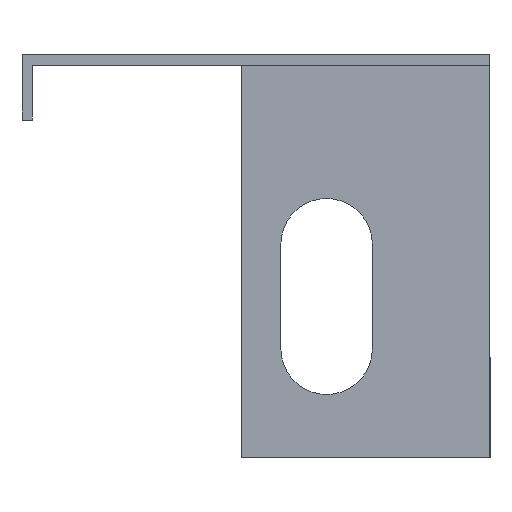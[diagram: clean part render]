
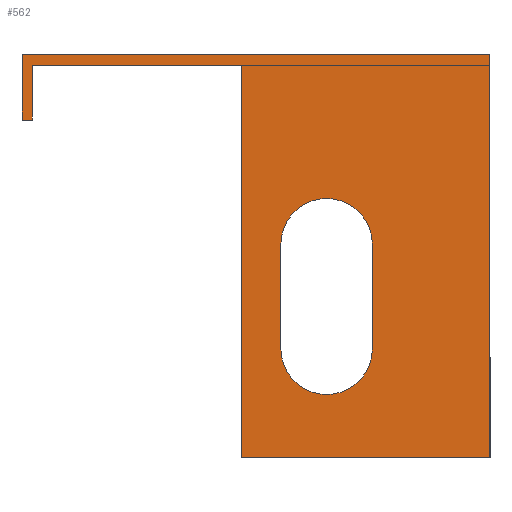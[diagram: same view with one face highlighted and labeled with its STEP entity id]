
A CAD part, left-side view. The second image highlights one B-rep face of the part: STEP entity #562.
In plain terms, the highlighted planar face has unit normal (-1, 0, 0).
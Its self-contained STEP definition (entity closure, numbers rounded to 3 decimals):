
#1 = EDGE_CURVE ( 'NONE', #778, #494, #640, .T. ) ;
#10 = LINE ( 'NONE', #508, #636 ) ;
#15 = ORIENTED_EDGE ( 'NONE', *, *, #587, .T. ) ;
#17 = EDGE_CURVE ( 'NONE', #178, #158, #68, .T. ) ;
#19 = VECTOR ( 'NONE', #455, 1000. ) ;
#58 = DIRECTION ( 'NONE',  ( 0., 0., -1. ) ) ;
#67 = VERTEX_POINT ( 'NONE', #595 ) ;
#68 = CIRCLE ( 'NONE', #104, 3.5 ) ;
#81 = VECTOR ( 'NONE', #58, 1000. ) ;
#100 = ORIENTED_EDGE ( 'NONE', *, *, #1, .T. ) ;
#104 = AXIS2_PLACEMENT_3D ( 'NONE', #522, #237, #280 ) ;
#106 = FACE_OUTER_BOUND ( 'NONE', #373, .T. ) ;
#124 = VECTOR ( 'NONE', #394, 1000. ) ;
#136 = LINE ( 'NONE', #230, #737 ) ;
#143 = CARTESIAN_POINT ( 'NONE',  ( -150.8, 25.5, 0. ) ) ;
#149 = DIRECTION ( 'NONE',  ( 0., 0., -1. ) ) ;
#158 = VERTEX_POINT ( 'NONE', #402 ) ;
#164 = DIRECTION ( 'NONE',  ( 0., 0., -1. ) ) ;
#178 = VERTEX_POINT ( 'NONE', #622 ) ;
#183 = CARTESIAN_POINT ( 'NONE',  ( -150.8, 27.431, 0. ) ) ;
#197 = LINE ( 'NONE', #385, #465 ) ;
#201 = CARTESIAN_POINT ( 'NONE',  ( -150.8, 26.3, 0. ) ) ;
#205 = ORIENTED_EDGE ( 'NONE', *, *, #686, .F. ) ;
#213 = EDGE_CURVE ( 'NONE', #443, #331, #435, .T. ) ;
#218 = ORIENTED_EDGE ( 'NONE', *, *, #746, .F. ) ;
#221 = CARTESIAN_POINT ( 'NONE',  ( -150.8, 9.5, -0.8 ) ) ;
#230 = CARTESIAN_POINT ( 'NONE',  ( -150.8, 26.3, -5. ) ) ;
#237 = DIRECTION ( 'NONE',  ( -1., 0., 0. ) ) ;
#242 = DIRECTION ( 'NONE',  ( 0., -1., 0. ) ) ;
#245 = CARTESIAN_POINT ( 'NONE',  ( -150.8, 25.5, -0.8 ) ) ;
#257 = VERTEX_POINT ( 'NONE', #201 ) ;
#277 = EDGE_CURVE ( 'NONE', #331, #357, #10, .T. ) ;
#280 = DIRECTION ( 'NONE',  ( 0., 0., 1. ) ) ;
#295 = EDGE_CURVE ( 'NONE', #67, #778, #374, .T. ) ;
#297 = VERTEX_POINT ( 'NONE', #635 ) ;
#322 = ORIENTED_EDGE ( 'NONE', *, *, #459, .F. ) ;
#330 = CARTESIAN_POINT ( 'NONE',  ( -150.8, -9.5, 0. ) ) ;
#331 = VERTEX_POINT ( 'NONE', #579 ) ;
#337 = CARTESIAN_POINT ( 'NONE',  ( -150.8, 26.3, 0. ) ) ;
#346 = CARTESIAN_POINT ( 'NONE',  ( -150.8, 3., -22.5 ) ) ;
#349 = EDGE_CURVE ( 'NONE', #494, #443, #197, .T. ) ;
#357 = VERTEX_POINT ( 'NONE', #330 ) ;
#373 = EDGE_LOOP ( 'NONE', ( #663, #218, #322, #15, #538, #100, #780, #685 ) ) ;
#374 = LINE ( 'NONE', #143, #468 ) ;
#385 = CARTESIAN_POINT ( 'NONE',  ( -150.8, 9.5, -30.8 ) ) ;
#386 = VECTOR ( 'NONE', #551, 1000. ) ;
#388 = EDGE_CURVE ( 'NONE', #297, #178, #447, .T. ) ;
#390 = ORIENTED_EDGE ( 'NONE', *, *, #563, .F. ) ;
#394 = DIRECTION ( 'NONE',  ( 0., 0., 1. ) ) ;
#399 = CARTESIAN_POINT ( 'NONE',  ( -150.8, 6.5, -22.5 ) ) ;
#402 = CARTESIAN_POINT ( 'NONE',  ( -150.8, 6.5, -14.5 ) ) ;
#406 = DIRECTION ( 'NONE',  ( 0., 0., 1. ) ) ;
#435 = LINE ( 'NONE', #488, #655 ) ;
#436 = EDGE_LOOP ( 'NONE', ( #454, #390, #205, #438 ) ) ;
#438 = ORIENTED_EDGE ( 'NONE', *, *, #17, .F. ) ;
#443 = VERTEX_POINT ( 'NONE', #649 ) ;
#445 = DIRECTION ( 'NONE',  ( 0., 0., 1. ) ) ;
#447 = LINE ( 'NONE', #643, #19 ) ;
#454 = ORIENTED_EDGE ( 'NONE', *, *, #388, .F. ) ;
#455 = DIRECTION ( 'NONE',  ( 0., 0., 1. ) ) ;
#459 = EDGE_CURVE ( 'NONE', #543, #257, #480, .T. ) ;
#462 = CIRCLE ( 'NONE', #743, 3.5 ) ;
#465 = VECTOR ( 'NONE', #149, 1000. ) ;
#468 = VECTOR ( 'NONE', #445, 1000. ) ;
#471 = VECTOR ( 'NONE', #484, 1000. ) ;
#480 = LINE ( 'NONE', #337, #124 ) ;
#484 = DIRECTION ( 'NONE',  ( 0., -1., 0. ) ) ;
#488 = CARTESIAN_POINT ( 'NONE',  ( -150.8, -9.5, -30.8 ) ) ;
#494 = VERTEX_POINT ( 'NONE', #221 ) ;
#508 = CARTESIAN_POINT ( 'NONE',  ( -150.8, -9.5, -0.8 ) ) ;
#522 = CARTESIAN_POINT ( 'NONE',  ( -150.8, 3., -14.5 ) ) ;
#532 = LINE ( 'NONE', #183, #386 ) ;
#535 = DIRECTION ( 'NONE',  ( 1., 0., 0. ) ) ;
#538 = ORIENTED_EDGE ( 'NONE', *, *, #295, .T. ) ;
#543 = VERTEX_POINT ( 'NONE', #592 ) ;
#545 = CARTESIAN_POINT ( 'NONE',  ( -150.8, 6.5, -22.5 ) ) ;
#546 = VERTEX_POINT ( 'NONE', #399 ) ;
#551 = DIRECTION ( 'NONE',  ( 0., -1., 0. ) ) ;
#562 = ADVANCED_FACE ( 'NONE', ( #594, #106 ), #717, .F. ) ;
#563 = EDGE_CURVE ( 'NONE', #546, #297, #462, .T. ) ;
#574 = DIRECTION ( 'NONE',  ( 0., 0., 1. ) ) ;
#579 = CARTESIAN_POINT ( 'NONE',  ( -150.8, -9.5, -30.8 ) ) ;
#587 = EDGE_CURVE ( 'NONE', #543, #67, #136, .T. ) ;
#592 = CARTESIAN_POINT ( 'NONE',  ( -150.8, 26.3, -5. ) ) ;
#594 = FACE_BOUND ( 'NONE', #436, .T. ) ;
#595 = CARTESIAN_POINT ( 'NONE',  ( -150.8, 25.5, -5. ) ) ;
#596 = CARTESIAN_POINT ( 'NONE',  ( -150.8, 9.5, -0.8 ) ) ;
#599 = DIRECTION ( 'NONE',  ( 0., -1., 0. ) ) ;
#616 = CARTESIAN_POINT ( 'NONE',  ( -150.8, 27.431, -0.8 ) ) ;
#622 = CARTESIAN_POINT ( 'NONE',  ( -150.8, -0.5, -14.5 ) ) ;
#635 = CARTESIAN_POINT ( 'NONE',  ( -150.8, -0.5, -22.5 ) ) ;
#636 = VECTOR ( 'NONE', #574, 1000. ) ;
#640 = LINE ( 'NONE', #616, #471 ) ;
#643 = CARTESIAN_POINT ( 'NONE',  ( -150.8, -0.5, -22.5 ) ) ;
#649 = CARTESIAN_POINT ( 'NONE',  ( -150.8, 9.5, -30.8 ) ) ;
#655 = VECTOR ( 'NONE', #242, 1000. ) ;
#663 = ORIENTED_EDGE ( 'NONE', *, *, #277, .T. ) ;
#685 = ORIENTED_EDGE ( 'NONE', *, *, #213, .T. ) ;
#686 = EDGE_CURVE ( 'NONE', #158, #546, #715, .T. ) ;
#715 = LINE ( 'NONE', #545, #81 ) ;
#717 = PLANE ( 'NONE',  #779 ) ;
#737 = VECTOR ( 'NONE', #599, 1000. ) ;
#743 = AXIS2_PLACEMENT_3D ( 'NONE', #346, #774, #406 ) ;
#746 = EDGE_CURVE ( 'NONE', #257, #357, #532, .T. ) ;
#774 = DIRECTION ( 'NONE',  ( -1., 0., 0. ) ) ;
#778 = VERTEX_POINT ( 'NONE', #245 ) ;
#779 = AXIS2_PLACEMENT_3D ( 'NONE', #596, #535, #164 ) ;
#780 = ORIENTED_EDGE ( 'NONE', *, *, #349, .T. ) ;
